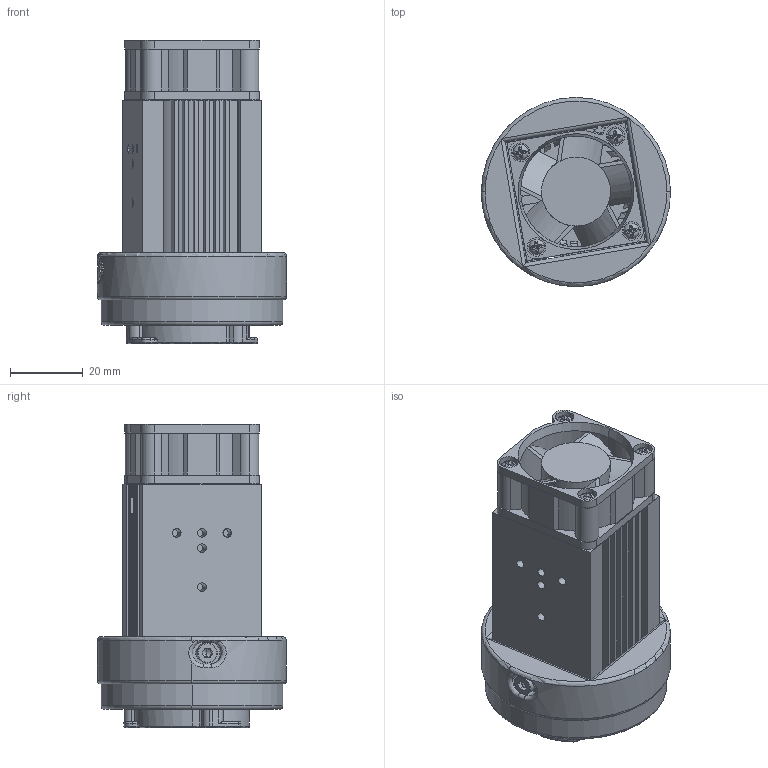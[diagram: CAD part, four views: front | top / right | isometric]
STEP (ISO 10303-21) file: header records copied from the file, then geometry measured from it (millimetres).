
FILE_DESCRIPTION (( 'STEP AP214' ), '1' );
FILE_NAME ('Laser Module.STEP', '2022-04-01T04:18:35', ( '' ), ( '' ), 'SwSTEP 2.0', 'SolidWorks 2020', '' );
FILE_SCHEMA (( 'AUTOMOTIVE_DESIGN' ));
Length unit declared in the file: millimetre
Products named in the file (5): LASER 500mW_Predeterminado; M3 x 12 Hex Bolt_Hex Bolt M3 x 12; M3 Hex Nut_Hex Nut M3; Laser Module; Base Laser V1
Assembly tree (6 placements, depth 2):
  Laser Module
    Base Laser V1
    LASER 500mW_Predeterminado
    M3 Hex Nut_Hex Nut M3  x3
    M3 x 12 Hex Bolt_Hex Bolt M3 x 12
Bounding box: 52 x 52 x 83.42 mm (x, y, z)
Volume: 80746.9 mm3; surface area: 39654.8 mm2
Topology: 6 solids, 6 shells, 785 faces, 2081 edges, 1319 vertices
Faces by surface type: plane 413, cylinder 196, cone 68, torus 57, bspline 51
Entity records: 30265 total; most frequent: CARTESIAN_POINT 8093, ORIENTED_EDGE 3918, DIRECTION 3633, EDGE_CURVE 1959, VERTEX_POINT 1251, AXIS2_PLACEMENT_3D 1248, LINE 1137, VECTOR 1137
